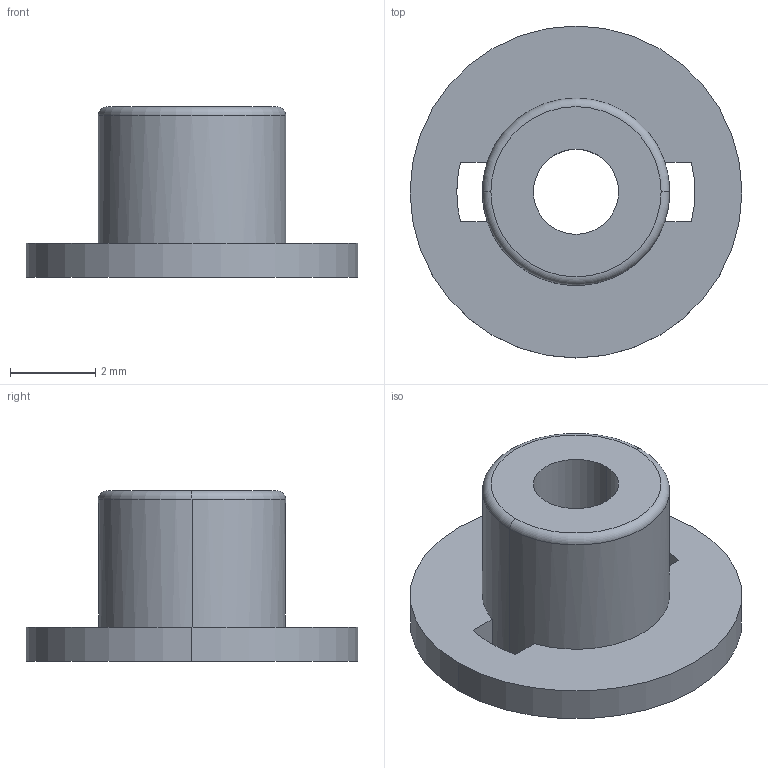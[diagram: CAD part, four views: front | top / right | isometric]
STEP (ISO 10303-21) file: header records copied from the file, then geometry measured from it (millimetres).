
FILE_DESCRIPTION (( 'STEP AP214' ), '1' );
FILE_NAME ('蝶璃_鼠釱.STEP', '2022-05-31T06:44:17', ( '' ), ( '' ), 'SwSTEP 2.0', 'SolidWorks 2016', '' );
FILE_SCHEMA (( 'AUTOMOTIVE_DESIGN' ));
Length unit declared in the file: millimetre
Products named in the file (1): 蝶璃_鼠釱
Bounding box: 7.8 x 7.8 x 4 mm (x, y, z)
Volume: 72.3 mm3; surface area: 180.7 mm2
Topology: 1 solids, 1 shells, 21 faces, 55 edges, 36 vertices
Faces by surface type: cylinder 11, plane 8, torus 2
Entity records: 709 total; most frequent: DIRECTION 129, CARTESIAN_POINT 113, ORIENTED_EDGE 110, EDGE_CURVE 55, AXIS2_PLACEMENT_3D 52, VERTEX_POINT 36, CIRCLE 30, EDGE_LOOP 27
